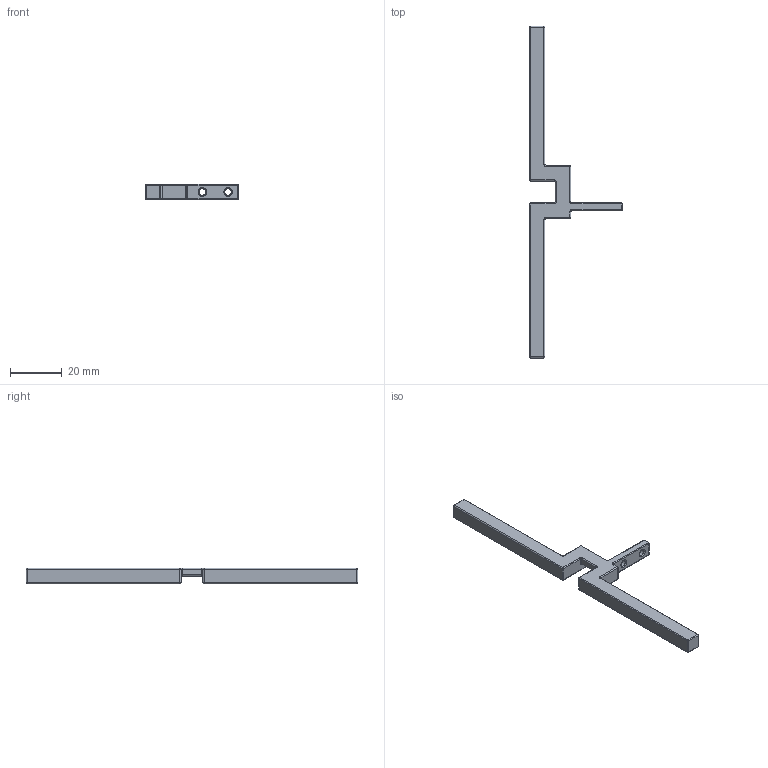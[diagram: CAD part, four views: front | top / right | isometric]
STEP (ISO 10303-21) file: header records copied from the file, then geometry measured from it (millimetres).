
FILE_DESCRIPTION (( 'STEP AP214' ), '1' );
FILE_NAME ('bottom-1.STEP', '2025-09-16T14:08:40', ( '' ), ( '' ), 'SwSTEP 2.0', 'SolidWorks 2023', '' );
FILE_SCHEMA (( 'AUTOMOTIVE_DESIGN' ));
Length unit declared in the file: millimetre
Products named in the file (2): bottom-1
Assembly tree (1 placements, depth 2):
  bottom-1
    bottom-1
Bounding box: 36 x 128.5 x 6 mm (x, y, z)
Volume: 5497.4 mm3; surface area: 3864.6 mm2
Topology: 1 solids, 1 shells, 116 faces, 266 edges, 131 vertices
Faces by surface type: cylinder 55, torus 21, sphere 21, plane 19
Entity records: 3115 total; most frequent: DIRECTION 624, CARTESIAN_POINT 496, ORIENTED_EDGE 490, AXIS2_PLACEMENT_3D 259, EDGE_CURVE 245, CIRCLE 139, VERTEX_POINT 131, EDGE_LOOP 120
